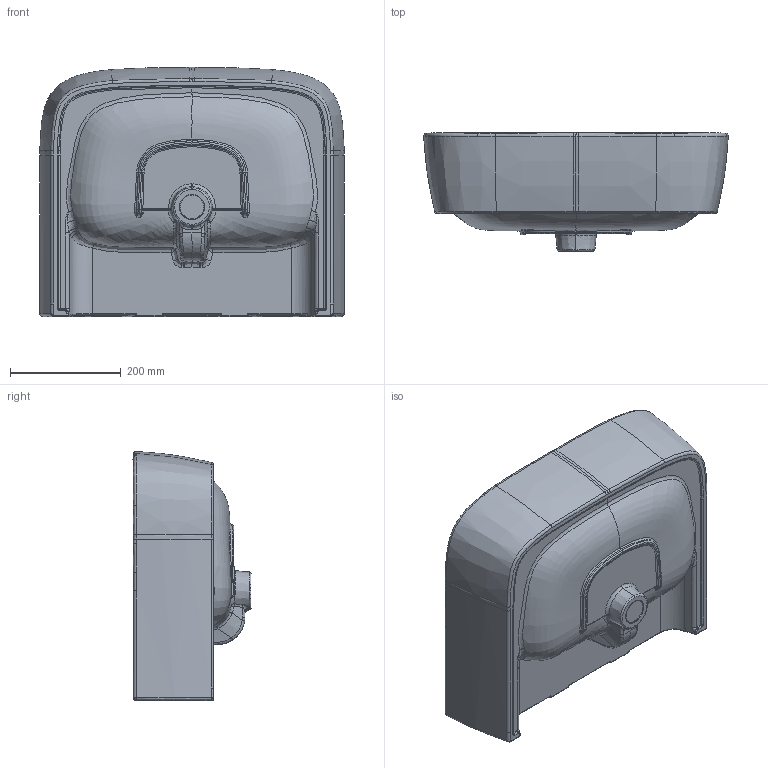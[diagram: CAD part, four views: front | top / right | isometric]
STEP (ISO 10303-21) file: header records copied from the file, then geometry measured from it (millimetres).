
FILE_DESCRIPTION((''),'2;1');
FILE_NAME('K-77767K-1_SOLID','2017-10-19T',('ko35559'),('Kohler Company'),'CREO PARAMETRIC BY PTC INC, 2016130','CREO PARAMETRIC BY PTC INC, 2016130','');
FILE_SCHEMA(('CONFIG_CONTROL_DESIGN'));
Length unit declared in the file: millimetre
Products named in the file (1): K-77767K-1_SOLID
Bounding box: 550.85 x 213.37 x 450.4 mm (x, y, z)
Volume: 14396691.3 mm3; surface area: 891796 mm2
Topology: 1 solids, 1 shells, 621 faces, 1634 edges, 1013 vertices
Faces by surface type: bspline 470, cylinder 90, plane 29, torus 14, extrusion 14, sphere 4
Entity records: 53832 total; most frequent: CARTESIAN_POINT 42786, ORIENTED_EDGE 3256, EDGE_CURVE 1628, B_SPLINE_CURVE_WITH_KNOTS 1327, VERTEX_POINT 1013, DIRECTION 747, EDGE_LOOP 625, FACE_OUTER_BOUND 621
